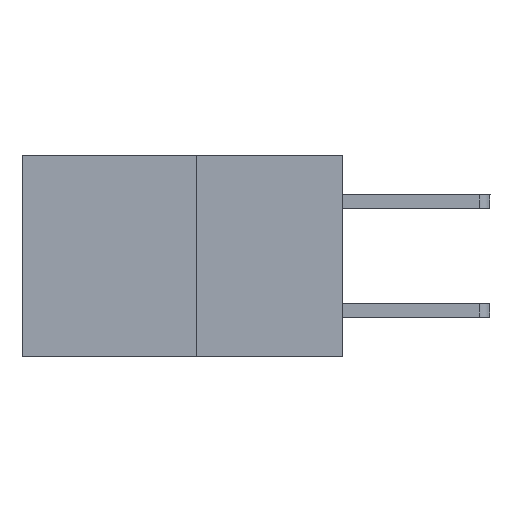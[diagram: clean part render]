
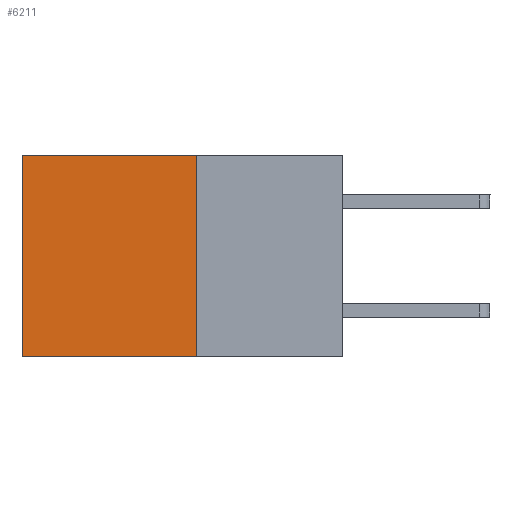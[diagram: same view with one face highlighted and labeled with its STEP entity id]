
A CAD part, left-side view. The second image highlights one B-rep face of the part: STEP entity #6211.
In plain terms, the highlighted planar face has unit normal (-1, 0, 0).
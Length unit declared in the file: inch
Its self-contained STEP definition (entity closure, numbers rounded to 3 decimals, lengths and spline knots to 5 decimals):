
#136 = EDGE_CURVE ( 'NONE', #7591, #503, #12736, .T. ) ;
#503 = VERTEX_POINT ( 'NONE', #918 ) ;
#918 = CARTESIAN_POINT ( 'NONE',  ( 0.277, 0.27, -0.37 ) ) ;
#1941 = LINE ( 'NONE', #10255, #12941 ) ;
#2123 = VERTEX_POINT ( 'NONE', #4690 ) ;
#2359 = VECTOR ( 'NONE', #6824, 39.37008 ) ;
#2388 = CARTESIAN_POINT ( 'NONE',  ( 0.277, 0.59, -0.37 ) ) ;
#3207 = ORIENTED_EDGE ( 'NONE', *, *, #12140, .F. ) ;
#3298 = VECTOR ( 'NONE', #9637, 39.37008 ) ;
#3363 = DIRECTION ( 'NONE',  ( 1., 0., 0. ) ) ;
#3740 = CARTESIAN_POINT ( 'NONE',  ( 0.277, 0.27, 0. ) ) ;
#4477 = LINE ( 'NONE', #2388, #2359 ) ;
#4555 = EDGE_LOOP ( 'NONE', ( #11042, #3207, #9465, #10846 ) ) ;
#4690 = CARTESIAN_POINT ( 'NONE',  ( 0.277, 0.59, -0.37 ) ) ;
#5306 = VECTOR ( 'NONE', #6787, 39.37008 ) ;
#5365 = FACE_OUTER_BOUND ( 'NONE', #4555, .T. ) ;
#6211 = ADVANCED_FACE ( 'NONE', ( #5365 ), #6337, .F. ) ;
#6337 = PLANE ( 'NONE',  #7824 ) ;
#6787 = DIRECTION ( 'NONE',  ( 0., 1., 0. ) ) ;
#6824 = DIRECTION ( 'NONE',  ( 0., 0., -1. ) ) ;
#6855 = LINE ( 'NONE', #3740, #5306 ) ;
#7591 = VERTEX_POINT ( 'NONE', #8350 ) ;
#7824 = AXIS2_PLACEMENT_3D ( 'NONE', #10559, #3363, #11724 ) ;
#8350 = CARTESIAN_POINT ( 'NONE',  ( 0.277, 0.27, 0. ) ) ;
#8418 = EDGE_CURVE ( 'NONE', #7591, #11827, #6855, .T. ) ;
#9465 = ORIENTED_EDGE ( 'NONE', *, *, #136, .F. ) ;
#9637 = DIRECTION ( 'NONE',  ( 0., 0., -1. ) ) ;
#10255 = CARTESIAN_POINT ( 'NONE',  ( 0.277, 0.27, -0.37 ) ) ;
#10559 = CARTESIAN_POINT ( 'NONE',  ( 0.277, 0.27, -0.37 ) ) ;
#10846 = ORIENTED_EDGE ( 'NONE', *, *, #8418, .T. ) ;
#11042 = ORIENTED_EDGE ( 'NONE', *, *, #13460, .T. ) ;
#11724 = DIRECTION ( 'NONE',  ( 0., 0., -1. ) ) ;
#11766 = CARTESIAN_POINT ( 'NONE',  ( 0.277, 0.27, -0.37 ) ) ;
#11827 = VERTEX_POINT ( 'NONE', #13630 ) ;
#12140 = EDGE_CURVE ( 'NONE', #503, #2123, #1941, .T. ) ;
#12445 = DIRECTION ( 'NONE',  ( 0., 1., 0. ) ) ;
#12736 = LINE ( 'NONE', #11766, #3298 ) ;
#12941 = VECTOR ( 'NONE', #12445, 39.37008 ) ;
#13460 = EDGE_CURVE ( 'NONE', #11827, #2123, #4477, .T. ) ;
#13630 = CARTESIAN_POINT ( 'NONE',  ( 0.277, 0.59, 0. ) ) ;
